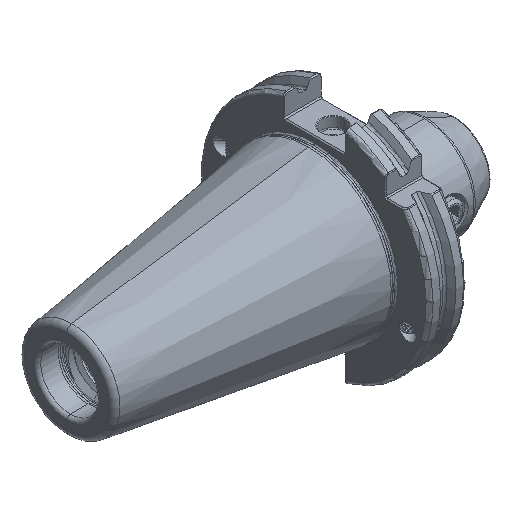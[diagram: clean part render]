
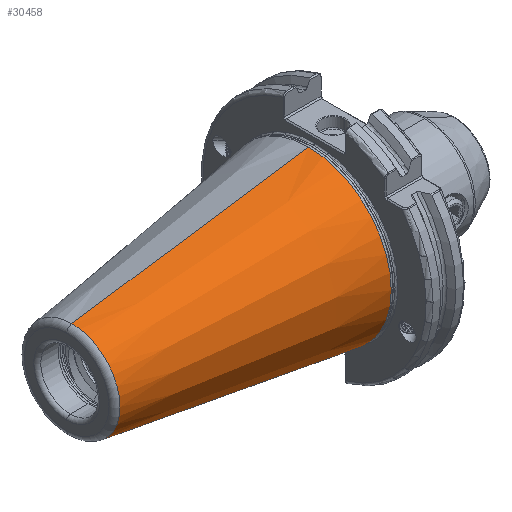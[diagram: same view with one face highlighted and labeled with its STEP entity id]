
A CAD part, isometric view. The second image highlights one B-rep face of the part: STEP entity #30458.
In plain terms, the highlighted conical face has half-angle 8.297 degrees and reference radius 35.392 mm.
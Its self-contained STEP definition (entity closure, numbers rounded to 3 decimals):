
#2445 = DIRECTION ( 'NONE',  ( 0.99, 0., 0.144 ) ) ;
#2469 = CARTESIAN_POINT ( 'NONE',  ( 0., 0., 35.392 ) ) ;
#4239 = CARTESIAN_POINT ( 'NONE',  ( 0., 0., -35.392 ) ) ;
#4269 = DIRECTION ( 'NONE',  ( 0.99, 0., -0.144 ) ) ;
#5357 = ORIENTED_EDGE ( 'NONE', *, *, #16367, .F. ) ;
#5407 = ORIENTED_EDGE ( 'NONE', *, *, #24090, .T. ) ;
#5420 = ORIENTED_EDGE ( 'NONE', *, *, #24167, .F. ) ;
#5429 = ORIENTED_EDGE ( 'NONE', *, *, #16418, .T. ) ;
#5483 = ORIENTED_EDGE ( 'NONE', *, *, #27711, .F. ) ;
#7851 = CARTESIAN_POINT ( 'NONE',  ( -2.5, 0., 0. ) ) ;
#7857 = DIRECTION ( 'NONE',  ( 1., 0., 0. ) ) ;
#7859 = DIRECTION ( 'NONE',  ( 0., 1., 0. ) ) ;
#9315 = FACE_OUTER_BOUND ( 'NONE', #12682, .T. ) ;
#9332 = CONICAL_SURFACE ( 'NONE', #13365, 35.392, 0.145 ) ;
#9813 = LINE ( 'NONE', #2469, #9848 ) ;
#9848 = VECTOR ( 'NONE', #2445, 1000. ) ;
#10475 = CIRCLE ( 'NONE', #25431, 35.027 ) ;
#11220 = VERTEX_POINT ( 'NONE', #29973 ) ;
#11221 = VERTEX_POINT ( 'NONE', #29967 ) ;
#11230 = VERTEX_POINT ( 'NONE', #30010 ) ;
#11252 = VERTEX_POINT ( 'NONE', #30028 ) ;
#11257 = VERTEX_POINT ( 'NONE', #30012 ) ;
#12129 = DIRECTION ( 'NONE',  ( 0., 1., 0. ) ) ;
#12133 = DIRECTION ( 'NONE',  ( 1., 0., 0. ) ) ;
#12162 = CARTESIAN_POINT ( 'NONE',  ( -2.5, 0., 0. ) ) ;
#12682 = EDGE_LOOP ( 'NONE', ( #5483, #5407, #5429, #5420, #5357 ) ) ;
#13365 = AXIS2_PLACEMENT_3D ( 'NONE', #19991, #20020, #20003 ) ;
#13722 = DIRECTION ( 'NONE',  ( 0., 0., 1. ) ) ;
#13759 = CARTESIAN_POINT ( 'NONE',  ( -102.811, 0., 0. ) ) ;
#13762 = DIRECTION ( 'NONE',  ( 1., 0., 0. ) ) ;
#14608 = CIRCLE ( 'NONE', #24801, 20.399 ) ;
#14685 = CIRCLE ( 'NONE', #25051, 35.027 ) ;
#14813 = LINE ( 'NONE', #4239, #14821 ) ;
#14821 = VECTOR ( 'NONE', #4269, 1000. ) ;
#16367 = EDGE_CURVE ( 'NONE', #11257, #11220, #10475, .T. ) ;
#16418 = EDGE_CURVE ( 'NONE', #11221, #11252, #14813, .T. ) ;
#19991 = CARTESIAN_POINT ( 'NONE',  ( 0., 0., 0. ) ) ;
#20003 = DIRECTION ( 'NONE',  ( 0., 0., -1. ) ) ;
#20020 = DIRECTION ( 'NONE',  ( 1., 0., 0. ) ) ;
#24090 = EDGE_CURVE ( 'NONE', #11230, #11221, #14608, .T. ) ;
#24167 = EDGE_CURVE ( 'NONE', #11220, #11252, #14685, .T. ) ;
#24801 = AXIS2_PLACEMENT_3D ( 'NONE', #13759, #13762, #13722 ) ;
#25051 = AXIS2_PLACEMENT_3D ( 'NONE', #7851, #7857, #7859 ) ;
#25431 = AXIS2_PLACEMENT_3D ( 'NONE', #12162, #12133, #12129 ) ;
#27711 = EDGE_CURVE ( 'NONE', #11230, #11257, #9813, .T. ) ;
#29967 = CARTESIAN_POINT ( 'NONE',  ( -102.811, 0., -20.399 ) ) ;
#29973 = CARTESIAN_POINT ( 'NONE',  ( -2.5, -35.027, 0. ) ) ;
#30010 = CARTESIAN_POINT ( 'NONE',  ( -102.811, 0., 20.399 ) ) ;
#30012 = CARTESIAN_POINT ( 'NONE',  ( -2.5, 0., 35.027 ) ) ;
#30028 = CARTESIAN_POINT ( 'NONE',  ( -2.5, 0., -35.027 ) ) ;
#30458 = ADVANCED_FACE ( 'NONE', ( #9315 ), #9332, .T. ) ;
